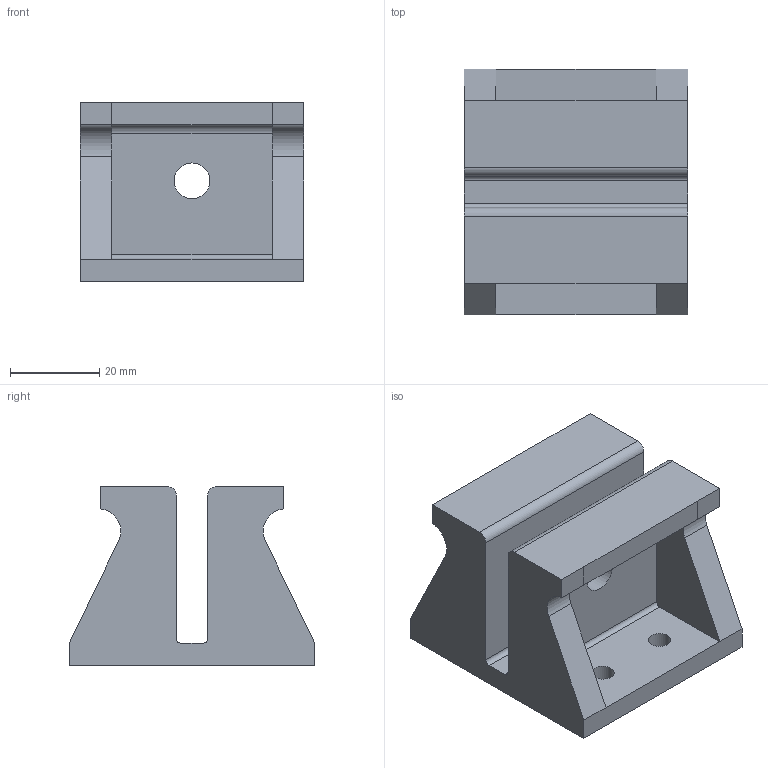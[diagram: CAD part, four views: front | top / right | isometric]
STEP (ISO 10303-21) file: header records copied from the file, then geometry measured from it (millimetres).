
FILE_DESCRIPTION(/* description */ (''),/* implementation_level */ '2;1');
FILE_NAME(/* name */ 'FIXED_SCISSOR_MOUNTING_BOTTOM.step',/* time_stamp */ '2025-12-06T20:04:35+05:30',/* author */ (''),/* organization */ (''),/* preprocessor_version */ 'ST-DEVELOPER v20.1',/* originating_system */ 'Autodesk Translation Framework v14.21.0.0',/* authorisation */ '');
FILE_SCHEMA (('AUTOMOTIVE_DESIGN { 1 0 10303 214 3 1 1 }'));
Length unit declared in the file: millimetre
Products named in the file (1): m
Bounding box: 50 x 55 x 40 mm (x, y, z)
Volume: 44554.5 mm3; surface area: 19284.8 mm2
Topology: 1 solids, 1 shells, 48 faces, 134 edges, 88 vertices
Faces by surface type: plane 30, cylinder 18
Full cylindrical faces by diameter (mm): 5 x4, 8 x2
Entity records: 1599 total; most frequent: CARTESIAN_POINT 271, ORIENTED_EDGE 268, DIRECTION 268, EDGE_CURVE 134, LINE 98, VECTOR 98, VERTEX_POINT 88, AXIS2_PLACEMENT_3D 85
